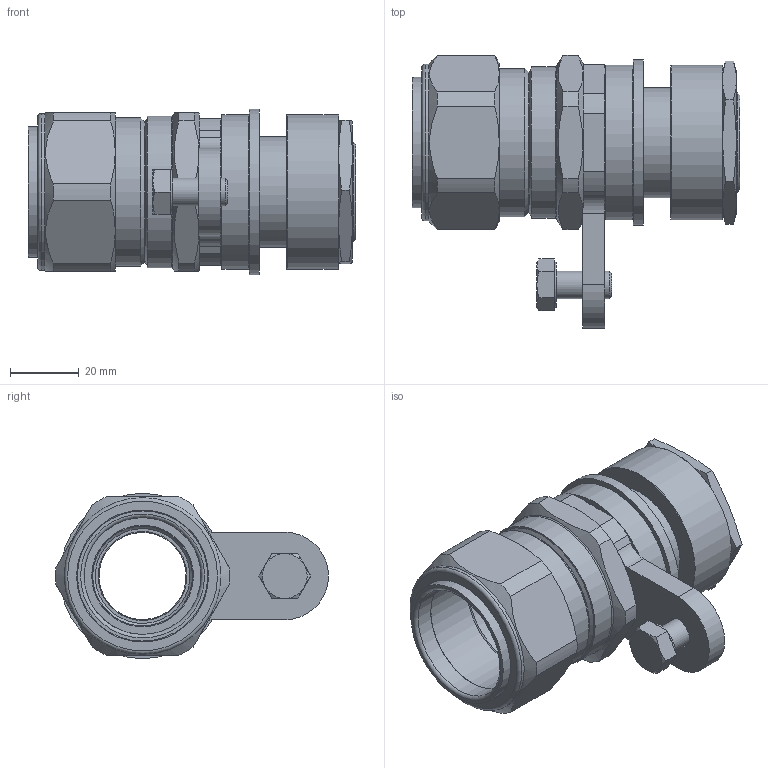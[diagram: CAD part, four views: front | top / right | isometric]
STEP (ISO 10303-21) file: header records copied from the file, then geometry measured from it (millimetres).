
FILE_DESCRIPTION (( 'STEP AP203' ), '1' );
FILE_NAME ('32B3241RA.STEP', '2017-09-20T14:18:00', ( '' ), ( '' ), 'SwSTEP 2.0', 'SolidWorks 2017', '' );
FILE_SCHEMA (( 'CONFIG_CONTROL_DESIGN' ));
Length unit declared in the file: millimetre
Products named in the file (1): 32B3241RA
Bounding box: 95.15 x 79.29 x 48 mm (x, y, z)
Surface area: 35271.7 mm2 (no closed solid volume)
Topology: 0 solids, 13 shells, 138 faces, 330 edges, 207 vertices
Faces by surface type: plane 58, cone 41, cylinder 36, torus 3
Full cylindrical faces by diameter (mm): 8 x1, 9.2 x1, 13 x1, 25.3 x1, 29 x1, 32 x1, 34 x1, 34.1 x1, 40.718 x1, 42.4 x1, 43 x1, 44 x1, 45 x2, 45.5 x1, 48 x1
Entity records: 4162 total; most frequent: CARTESIAN_POINT 1112, DIRECTION 634, ORIENTED_EDGE 533, EDGE_CURVE 287, AXIS2_PLACEMENT_3D 274, VERTEX_POINT 200, EDGE_LOOP 190, FACE_OUTER_BOUND 157
